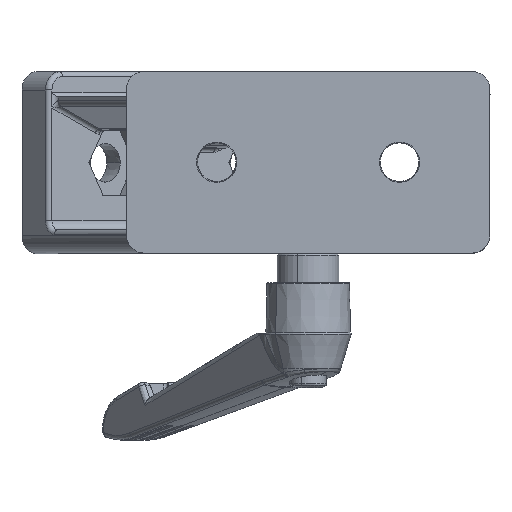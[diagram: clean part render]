
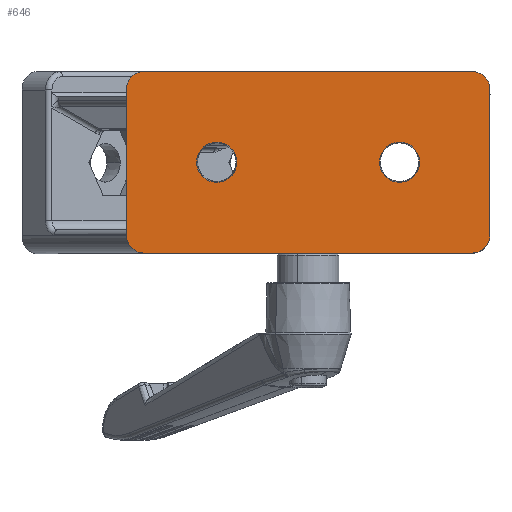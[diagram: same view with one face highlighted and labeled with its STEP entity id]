
A CAD part, top view. The second image highlights one B-rep face of the part: STEP entity #646.
In plain terms, the highlighted planar face has unit normal (0, 0, 1).
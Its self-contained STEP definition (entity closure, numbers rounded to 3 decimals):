
#646 = ADVANCED_FACE ( 'NONE', ( #2761, #1288, #4327 ), #14537, .T. ) ;
#1281 = EDGE_CURVE ( 'NONE', #23363, #25308, #9595, .T. ) ;
#1288 = FACE_BOUND ( 'NONE', #5795, .T. ) ;
#2036 = VECTOR ( 'NONE', #24079, 1000. ) ;
#2507 = AXIS2_PLACEMENT_3D ( 'NONE', #7079, #7024, #6966 ) ;
#2761 = FACE_OUTER_BOUND ( 'NONE', #19699, .T. ) ;
#3020 = EDGE_CURVE ( 'NONE', #37278, #14337, #34732, .T. ) ;
#3726 = AXIS2_PLACEMENT_3D ( 'NONE', #32636, #32608, #32602 ) ;
#3848 = DIRECTION ( 'NONE',  ( 0., 0., -1. ) ) ;
#4174 = AXIS2_PLACEMENT_3D ( 'NONE', #11776, #18923, #9053 ) ;
#4327 = FACE_BOUND ( 'NONE', #13292, .T. ) ;
#4775 = AXIS2_PLACEMENT_3D ( 'NONE', #17573, #17416, #17382 ) ;
#4873 = ORIENTED_EDGE ( 'NONE', *, *, #10633, .T. ) ;
#5490 = CARTESIAN_POINT ( 'NONE',  ( 39.8, -15.9, 9. ) ) ;
#5795 = EDGE_LOOP ( 'NONE', ( #37581, #17526 ) ) ;
#5798 = CARTESIAN_POINT ( 'NONE',  ( -35.8, -15.9, 9. ) ) ;
#6872 = CARTESIAN_POINT ( 'NONE',  ( 24.4, 0., 9. ) ) ;
#6966 = DIRECTION ( 'NONE',  ( 1., 0., 0. ) ) ;
#7003 = LINE ( 'NONE', #36752, #30476 ) ;
#7024 = DIRECTION ( 'NONE',  ( 0., 0., -1. ) ) ;
#7079 = CARTESIAN_POINT ( 'NONE',  ( -20., 0., 9. ) ) ;
#7632 = VECTOR ( 'NONE', #29441, 1000. ) ;
#8386 = EDGE_CURVE ( 'NONE', #26955, #13450, #26110, .T. ) ;
#9053 = DIRECTION ( 'NONE',  ( 1., 0., 0. ) ) ;
#9304 = DIRECTION ( 'NONE',  ( 1., 0., 0. ) ) ;
#9595 = CIRCLE ( 'NONE', #4174, 4.4 ) ;
#10523 = CIRCLE ( 'NONE', #15186, 4. ) ;
#10633 = EDGE_CURVE ( 'NONE', #36063, #17562, #21921, .T. ) ;
#10945 = ORIENTED_EDGE ( 'NONE', *, *, #13182, .T. ) ;
#11135 = CARTESIAN_POINT ( 'NONE',  ( -24.4, 0., 9. ) ) ;
#11776 = CARTESIAN_POINT ( 'NONE',  ( 20., 0., 9. ) ) ;
#12436 = EDGE_CURVE ( 'NONE', #25308, #23363, #20373, .T. ) ;
#12697 = ORIENTED_EDGE ( 'NONE', *, *, #1281, .T. ) ;
#13182 = EDGE_CURVE ( 'NONE', #14337, #32268, #37155, .T. ) ;
#13292 = EDGE_LOOP ( 'NONE', ( #24880, #12697 ) ) ;
#13450 = VERTEX_POINT ( 'NONE', #11135 ) ;
#13633 = EDGE_CURVE ( 'NONE', #13450, #26955, #28964, .T. ) ;
#13868 = DIRECTION ( 'NONE',  ( 1., 0., 0. ) ) ;
#13910 = DIRECTION ( 'NONE',  ( 0., 0., 1. ) ) ;
#13924 = CARTESIAN_POINT ( 'NONE',  ( -45.5, -23., 9. ) ) ;
#13944 = ORIENTED_EDGE ( 'NONE', *, *, #3020, .T. ) ;
#14337 = VERTEX_POINT ( 'NONE', #39221 ) ;
#14537 = PLANE ( 'NONE',  #23880 ) ;
#15186 = AXIS2_PLACEMENT_3D ( 'NONE', #5798, #28635, #9304 ) ;
#15282 = CARTESIAN_POINT ( 'NONE',  ( -39.8, -15.9, 9. ) ) ;
#15816 = ORIENTED_EDGE ( 'NONE', *, *, #20080, .T. ) ;
#16874 = DIRECTION ( 'NONE',  ( 1., 0., 0. ) ) ;
#16961 = DIRECTION ( 'NONE',  ( 0., 0., 1. ) ) ;
#17005 = CARTESIAN_POINT ( 'NONE',  ( 35.8, 15.9, 9. ) ) ;
#17382 = DIRECTION ( 'NONE',  ( 1., 0., 0. ) ) ;
#17416 = DIRECTION ( 'NONE',  ( 0., 0., -1. ) ) ;
#17526 = ORIENTED_EDGE ( 'NONE', *, *, #13633, .T. ) ;
#17562 = VERTEX_POINT ( 'NONE', #34567 ) ;
#17573 = CARTESIAN_POINT ( 'NONE',  ( -20., 0., 9. ) ) ;
#17828 = ORIENTED_EDGE ( 'NONE', *, *, #38452, .F. ) ;
#17872 = CIRCLE ( 'NONE', #38296, 4. ) ;
#18086 = DIRECTION ( 'NONE',  ( -1., 0., 0. ) ) ;
#18134 = DIRECTION ( 'NONE',  ( 0., 0., 1. ) ) ;
#18184 = CARTESIAN_POINT ( 'NONE',  ( 35.8, -15.9, 9. ) ) ;
#18474 = ORIENTED_EDGE ( 'NONE', *, *, #33571, .T. ) ;
#18923 = DIRECTION ( 'NONE',  ( 0., 0., -1. ) ) ;
#19699 = EDGE_LOOP ( 'NONE', ( #13944, #10945, #18474, #25718, #17828, #32909, #4873, #15816 ) ) ;
#20080 = EDGE_CURVE ( 'NONE', #17562, #37278, #17872, .T. ) ;
#20373 = CIRCLE ( 'NONE', #3726, 4.4 ) ;
#21202 = VERTEX_POINT ( 'NONE', #15282 ) ;
#21921 = LINE ( 'NONE', #23402, #2036 ) ;
#23363 = VERTEX_POINT ( 'NONE', #28435 ) ;
#23402 = CARTESIAN_POINT ( 'NONE',  ( -45.5, -19.9, 9. ) ) ;
#23880 = AXIS2_PLACEMENT_3D ( 'NONE', #13924, #13910, #13868 ) ;
#23953 = CARTESIAN_POINT ( 'NONE',  ( -35.8, 15.9, 9. ) ) ;
#24079 = DIRECTION ( 'NONE',  ( 1., 0., 0. ) ) ;
#24286 = CARTESIAN_POINT ( 'NONE',  ( -15.6, 0., 9. ) ) ;
#24466 = CARTESIAN_POINT ( 'NONE',  ( -39.8, 15.9, 9. ) ) ;
#24880 = ORIENTED_EDGE ( 'NONE', *, *, #12436, .T. ) ;
#25308 = VERTEX_POINT ( 'NONE', #6872 ) ;
#25718 = ORIENTED_EDGE ( 'NONE', *, *, #32275, .F. ) ;
#25859 = CARTESIAN_POINT ( 'NONE',  ( -35.8, 19.9, 9. ) ) ;
#26110 = CIRCLE ( 'NONE', #4775, 4.4 ) ;
#26955 = VERTEX_POINT ( 'NONE', #24286 ) ;
#26966 = DIRECTION ( 'NONE',  ( -1., 0., 0. ) ) ;
#28300 = CARTESIAN_POINT ( 'NONE',  ( 39.8, 14.7, 9. ) ) ;
#28435 = CARTESIAN_POINT ( 'NONE',  ( 15.6, 0., 9. ) ) ;
#28524 = DIRECTION ( 'NONE',  ( 0., 1., 0. ) ) ;
#28635 = DIRECTION ( 'NONE',  ( 0., 0., 1. ) ) ;
#28964 = CIRCLE ( 'NONE', #2507, 4.4 ) ;
#29441 = DIRECTION ( 'NONE',  ( 0., 1., 0. ) ) ;
#29684 = CARTESIAN_POINT ( 'NONE',  ( -35.8, -19.9, 9. ) ) ;
#30138 = LINE ( 'NONE', #33274, #33321 ) ;
#30476 = VECTOR ( 'NONE', #28524, 1000. ) ;
#31147 = AXIS2_PLACEMENT_3D ( 'NONE', #23953, #3848, #26966 ) ;
#31204 = CIRCLE ( 'NONE', #31147, 4. ) ;
#32066 = EDGE_CURVE ( 'NONE', #21202, #36063, #10523, .T. ) ;
#32268 = VERTEX_POINT ( 'NONE', #35687 ) ;
#32275 = EDGE_CURVE ( 'NONE', #39168, #36316, #31204, .T. ) ;
#32602 = DIRECTION ( 'NONE',  ( 1., 0., 0. ) ) ;
#32608 = DIRECTION ( 'NONE',  ( 0., 0., -1. ) ) ;
#32636 = CARTESIAN_POINT ( 'NONE',  ( 20., 0., 9. ) ) ;
#32909 = ORIENTED_EDGE ( 'NONE', *, *, #32066, .T. ) ;
#33274 = CARTESIAN_POINT ( 'NONE',  ( -45.5, 19.9, 9. ) ) ;
#33321 = VECTOR ( 'NONE', #36038, 1000. ) ;
#33571 = EDGE_CURVE ( 'NONE', #32268, #36316, #30138, .T. ) ;
#34567 = CARTESIAN_POINT ( 'NONE',  ( 35.8, -19.9, 9. ) ) ;
#34732 = LINE ( 'NONE', #28300, #7632 ) ;
#35687 = CARTESIAN_POINT ( 'NONE',  ( 35.8, 19.9, 9. ) ) ;
#36038 = DIRECTION ( 'NONE',  ( -1., 0., 0. ) ) ;
#36063 = VERTEX_POINT ( 'NONE', #29684 ) ;
#36316 = VERTEX_POINT ( 'NONE', #25859 ) ;
#36752 = CARTESIAN_POINT ( 'NONE',  ( -39.8, 14.7, 9. ) ) ;
#37155 = CIRCLE ( 'NONE', #41115, 4. ) ;
#37278 = VERTEX_POINT ( 'NONE', #5490 ) ;
#37581 = ORIENTED_EDGE ( 'NONE', *, *, #8386, .T. ) ;
#38296 = AXIS2_PLACEMENT_3D ( 'NONE', #18184, #18134, #18086 ) ;
#38452 = EDGE_CURVE ( 'NONE', #21202, #39168, #7003, .T. ) ;
#39168 = VERTEX_POINT ( 'NONE', #24466 ) ;
#39221 = CARTESIAN_POINT ( 'NONE',  ( 39.8, 15.9, 9. ) ) ;
#41115 = AXIS2_PLACEMENT_3D ( 'NONE', #17005, #16961, #16874 ) ;
